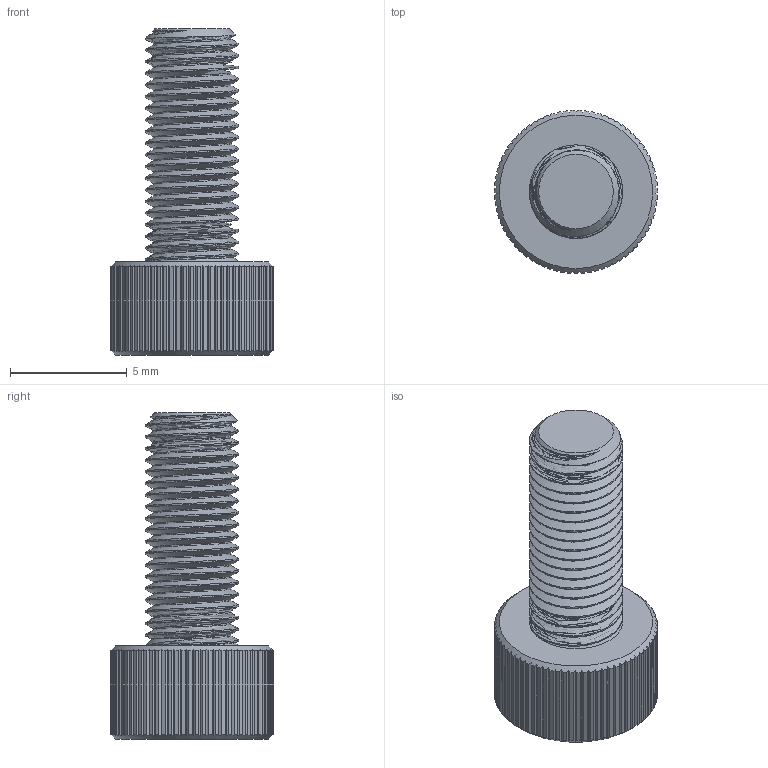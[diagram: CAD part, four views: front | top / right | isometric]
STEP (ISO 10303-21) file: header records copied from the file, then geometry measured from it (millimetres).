
FILE_DESCRIPTION(/* description */ (''),/* implementation_level */ '2;1');
FILE_NAME(/* name */ 'M4 10mm_v1.step',/* time_stamp */ '2024-02-15T15:43:12-05:00',/* author */ (''),/* organization */ (''),/* preprocessor_version */ 'ST-DEVELOPER v20',/* originating_system */ 'Autodesk Translation Framework v12.20.1.177',/* authorisation */ '');
FILE_SCHEMA (('AUTOMOTIVE_DESIGN { 1 0 10303 214 3 1 1 }'));
Length unit declared in the file: millimetre
Products named in the file (1): M4 10mm
Bounding box: 7 x 7 x 14 mm (x, y, z)
Volume: 240.3 mm3; surface area: 393.3 mm2
Topology: 1 solids, 1 shells, 270 faces, 787 edges, 521 vertices
Faces by surface type: plane 160, cylinder 95, cone 12, bspline 3
Full cylindrical faces by diameter (mm): 4 x18
Entity records: 21019 total; most frequent: CARTESIAN_POINT 14410, ORIENTED_EDGE 1574, DIRECTION 1125, EDGE_CURVE 787, VERTEX_POINT 521, AXIS2_PLACEMENT_3D 432, B_SPLINE_CURVE_WITH_KNOTS 356, EDGE_LOOP 272
